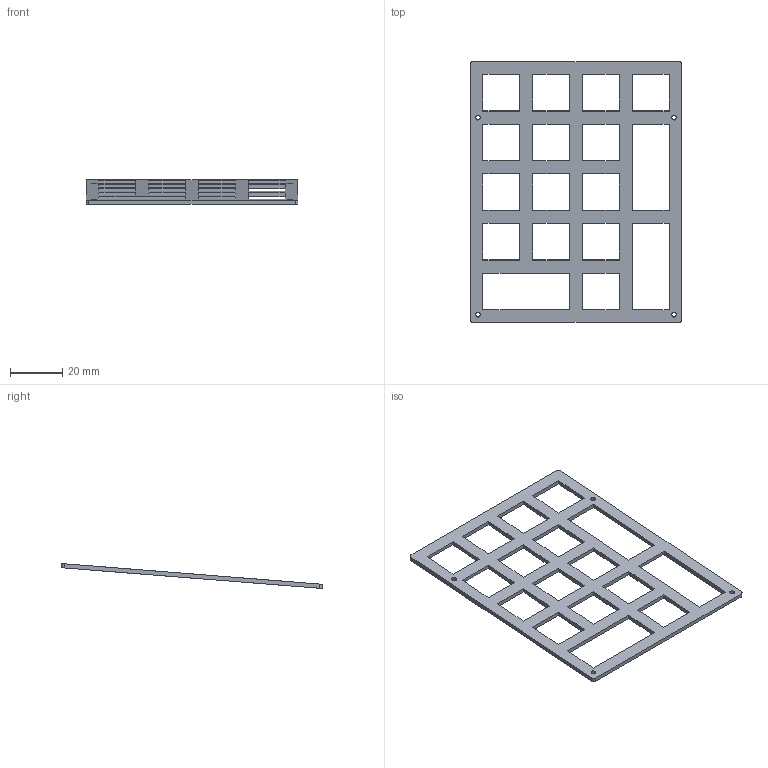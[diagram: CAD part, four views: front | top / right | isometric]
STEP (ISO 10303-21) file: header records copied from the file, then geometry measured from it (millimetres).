
FILE_DESCRIPTION(/* description */ ('KiCad electronic assembly'),/* implementation_level */ '2;1');
FILE_NAME(/* name */ 'qaz_num_ble_top_plate.step',/* time_stamp */ '2025-08-07T02:29:13+09:00',/* author */ (''),/* organization */ (''),/* preprocessor_version */ 'ST-DEVELOPER v20.1',/* originating_system */ 'Autodesk Translation Framework v14.10.0.0',/* authorisation */ '');
FILE_SCHEMA (('AUTOMOTIVE_DESIGN { 1 0 10303 214 3 1 1 }'));
Length unit declared in the file: millimetre
Products named in the file (6): qaz_ble_v2_switch_plate____ 1; QAZ BLEs(Preview); QAZ BLEs; QAZ NUM BLE; QAZ NUM BLE Case; QAZ NUM BLE Top Plate
Assembly tree (5 placements, depth 6):
  qaz_ble_v2_switch_plate____ 1
    QAZ BLEs(Preview)
      QAZ BLEs
        QAZ NUM BLE
          QAZ NUM BLE Case
            QAZ NUM BLE Top Plate
Bounding box: 80.96 x 99.82 x 9.52 mm (x, y, z)
Volume: 6241.5 mm3; surface area: 10130.9 mm2
Topology: 1 solids, 1 shells, 82 faces, 240 edges, 160 vertices
Faces by surface type: plane 74, cylinder 8
Full cylindrical faces by diameter (mm): 1.775 x4
Entity records: 2904 total; most frequent: CARTESIAN_POINT 493, ORIENTED_EDGE 480, DIRECTION 442, EDGE_CURVE 240, LINE 224, VECTOR 224, VERTEX_POINT 160, EDGE_LOOP 124
